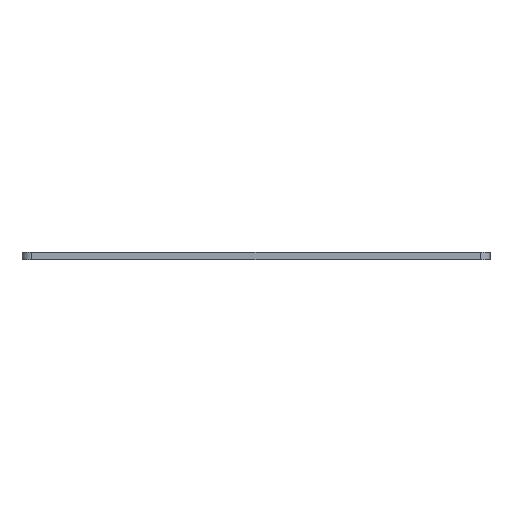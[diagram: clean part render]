
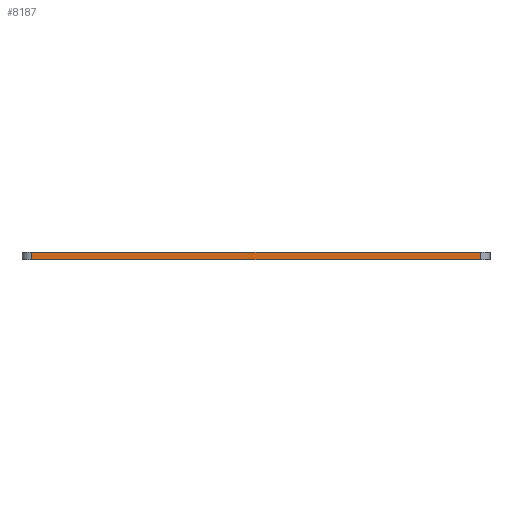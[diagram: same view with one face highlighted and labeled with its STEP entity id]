
A CAD part, left-side view. The second image highlights one B-rep face of the part: STEP entity #8187.
In plain terms, the highlighted planar face has unit normal (-1, 0, 0).
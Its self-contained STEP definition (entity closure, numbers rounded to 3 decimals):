
#83 = PLANE('',#84);
#84 = AXIS2_PLACEMENT_3D('',#85,#86,#87);
#85 = CARTESIAN_POINT('',(143.427,-100.389,1.575));
#86 = DIRECTION('',(-0.,-0.,-1.));
#87 = DIRECTION('',(-1.,0.,0.));
#137 = PLANE('',#138);
#138 = AXIS2_PLACEMENT_3D('',#139,#140,#141);
#139 = CARTESIAN_POINT('',(143.427,-100.389,0.));
#140 = DIRECTION('',(-0.,-0.,-1.));
#141 = DIRECTION('',(-1.,0.,0.));
#452 = VERTEX_POINT('',#453);
#453 = CARTESIAN_POINT('',(98.336,-146.374,0.));
#472 = CYLINDRICAL_SURFACE('',#473,2.);
#473 = AXIS2_PLACEMENT_3D('',#474,#475,#476);
#474 = CARTESIAN_POINT('',(100.336,-146.374,0.));
#475 = DIRECTION('',(-0.,-0.,-1.));
#476 = DIRECTION('',(1.,0.,-0.));
#484 = EDGE_CURVE('',#452,#485,#487,.T.);
#485 = VERTEX_POINT('',#486);
#486 = CARTESIAN_POINT('',(98.336,-54.489,0.));
#487 = SURFACE_CURVE('',#488,(#492,#499),.PCURVE_S1.);
#488 = LINE('',#489,#490);
#489 = CARTESIAN_POINT('',(98.336,-146.374,0.));
#490 = VECTOR('',#491,1.);
#491 = DIRECTION('',(0.,1.,0.));
#492 = PCURVE('',#137,#493);
#493 = DEFINITIONAL_REPRESENTATION('',(#494),#498);
#494 = LINE('',#495,#496);
#495 = CARTESIAN_POINT('',(45.091,-45.985));
#496 = VECTOR('',#497,1.);
#497 = DIRECTION('',(0.,1.));
#498 = ( GEOMETRIC_REPRESENTATION_CONTEXT(2) 
PARAMETRIC_REPRESENTATION_CONTEXT() REPRESENTATION_CONTEXT('2D SPACE',''
  ) );
#499 = PCURVE('',#500,#505);
#500 = PLANE('',#501);
#501 = AXIS2_PLACEMENT_3D('',#502,#503,#504);
#502 = CARTESIAN_POINT('',(98.336,-146.374,0.));
#503 = DIRECTION('',(-1.,0.,0.));
#504 = DIRECTION('',(0.,1.,0.));
#505 = DEFINITIONAL_REPRESENTATION('',(#506),#510);
#506 = LINE('',#507,#508);
#507 = CARTESIAN_POINT('',(0.,0.));
#508 = VECTOR('',#509,1.);
#509 = DIRECTION('',(1.,0.));
#510 = ( GEOMETRIC_REPRESENTATION_CONTEXT(2) 
PARAMETRIC_REPRESENTATION_CONTEXT() REPRESENTATION_CONTEXT('2D SPACE',''
  ) );
#533 = CYLINDRICAL_SURFACE('',#534,2.);
#534 = AXIS2_PLACEMENT_3D('',#535,#536,#537);
#535 = CARTESIAN_POINT('',(100.336,-54.489,0.));
#536 = DIRECTION('',(-0.,-0.,-1.));
#537 = DIRECTION('',(1.,0.,-0.));
#4624 = VERTEX_POINT('',#4625);
#4625 = CARTESIAN_POINT('',(98.336,-146.374,1.575));
#4651 = EDGE_CURVE('',#4624,#4652,#4654,.T.);
#4652 = VERTEX_POINT('',#4653);
#4653 = CARTESIAN_POINT('',(98.336,-54.489,1.575));
#4654 = SURFACE_CURVE('',#4655,(#4659,#4666),.PCURVE_S1.);
#4655 = LINE('',#4656,#4657);
#4656 = CARTESIAN_POINT('',(98.336,-146.374,1.575));
#4657 = VECTOR('',#4658,1.);
#4658 = DIRECTION('',(0.,1.,0.));
#4659 = PCURVE('',#83,#4660);
#4660 = DEFINITIONAL_REPRESENTATION('',(#4661),#4665);
#4661 = LINE('',#4662,#4663);
#4662 = CARTESIAN_POINT('',(45.091,-45.985));
#4663 = VECTOR('',#4664,1.);
#4664 = DIRECTION('',(0.,1.));
#4665 = ( GEOMETRIC_REPRESENTATION_CONTEXT(2) 
PARAMETRIC_REPRESENTATION_CONTEXT() REPRESENTATION_CONTEXT('2D SPACE',''
  ) );
#4666 = PCURVE('',#500,#4667);
#4667 = DEFINITIONAL_REPRESENTATION('',(#4668),#4672);
#4668 = LINE('',#4669,#4670);
#4669 = CARTESIAN_POINT('',(0.,-1.575));
#4670 = VECTOR('',#4671,1.);
#4671 = DIRECTION('',(1.,0.));
#4672 = ( GEOMETRIC_REPRESENTATION_CONTEXT(2) 
PARAMETRIC_REPRESENTATION_CONTEXT() REPRESENTATION_CONTEXT('2D SPACE',''
  ) );
#8139 = EDGE_CURVE('',#485,#4652,#8140,.T.);
#8140 = SURFACE_CURVE('',#8141,(#8145,#8152),.PCURVE_S1.);
#8141 = LINE('',#8142,#8143);
#8142 = CARTESIAN_POINT('',(98.336,-54.489,0.));
#8143 = VECTOR('',#8144,1.);
#8144 = DIRECTION('',(0.,0.,1.));
#8145 = PCURVE('',#533,#8146);
#8146 = DEFINITIONAL_REPRESENTATION('',(#8147),#8151);
#8147 = LINE('',#8148,#8149);
#8148 = CARTESIAN_POINT('',(-3.142,0.));
#8149 = VECTOR('',#8150,1.);
#8150 = DIRECTION('',(-0.,-1.));
#8151 = ( GEOMETRIC_REPRESENTATION_CONTEXT(2) 
PARAMETRIC_REPRESENTATION_CONTEXT() REPRESENTATION_CONTEXT('2D SPACE',''
  ) );
#8152 = PCURVE('',#500,#8153);
#8153 = DEFINITIONAL_REPRESENTATION('',(#8154),#8158);
#8154 = LINE('',#8155,#8156);
#8155 = CARTESIAN_POINT('',(91.885,0.));
#8156 = VECTOR('',#8157,1.);
#8157 = DIRECTION('',(0.,-1.));
#8158 = ( GEOMETRIC_REPRESENTATION_CONTEXT(2) 
PARAMETRIC_REPRESENTATION_CONTEXT() REPRESENTATION_CONTEXT('2D SPACE',''
  ) );
#8187 = ADVANCED_FACE('',(#8188),#500,.T.);
#8188 = FACE_BOUND('',#8189,.T.);
#8189 = EDGE_LOOP('',(#8190,#8211,#8212,#8213));
#8190 = ORIENTED_EDGE('',*,*,#8191,.T.);
#8191 = EDGE_CURVE('',#452,#4624,#8192,.T.);
#8192 = SURFACE_CURVE('',#8193,(#8197,#8204),.PCURVE_S1.);
#8193 = LINE('',#8194,#8195);
#8194 = CARTESIAN_POINT('',(98.336,-146.374,0.));
#8195 = VECTOR('',#8196,1.);
#8196 = DIRECTION('',(0.,0.,1.));
#8197 = PCURVE('',#500,#8198);
#8198 = DEFINITIONAL_REPRESENTATION('',(#8199),#8203);
#8199 = LINE('',#8200,#8201);
#8200 = CARTESIAN_POINT('',(0.,0.));
#8201 = VECTOR('',#8202,1.);
#8202 = DIRECTION('',(0.,-1.));
#8203 = ( GEOMETRIC_REPRESENTATION_CONTEXT(2) 
PARAMETRIC_REPRESENTATION_CONTEXT() REPRESENTATION_CONTEXT('2D SPACE',''
  ) );
#8204 = PCURVE('',#472,#8205);
#8205 = DEFINITIONAL_REPRESENTATION('',(#8206),#8210);
#8206 = LINE('',#8207,#8208);
#8207 = CARTESIAN_POINT('',(-3.142,0.));
#8208 = VECTOR('',#8209,1.);
#8209 = DIRECTION('',(-0.,-1.));
#8210 = ( GEOMETRIC_REPRESENTATION_CONTEXT(2) 
PARAMETRIC_REPRESENTATION_CONTEXT() REPRESENTATION_CONTEXT('2D SPACE',''
  ) );
#8211 = ORIENTED_EDGE('',*,*,#4651,.T.);
#8212 = ORIENTED_EDGE('',*,*,#8139,.F.);
#8213 = ORIENTED_EDGE('',*,*,#484,.F.);
